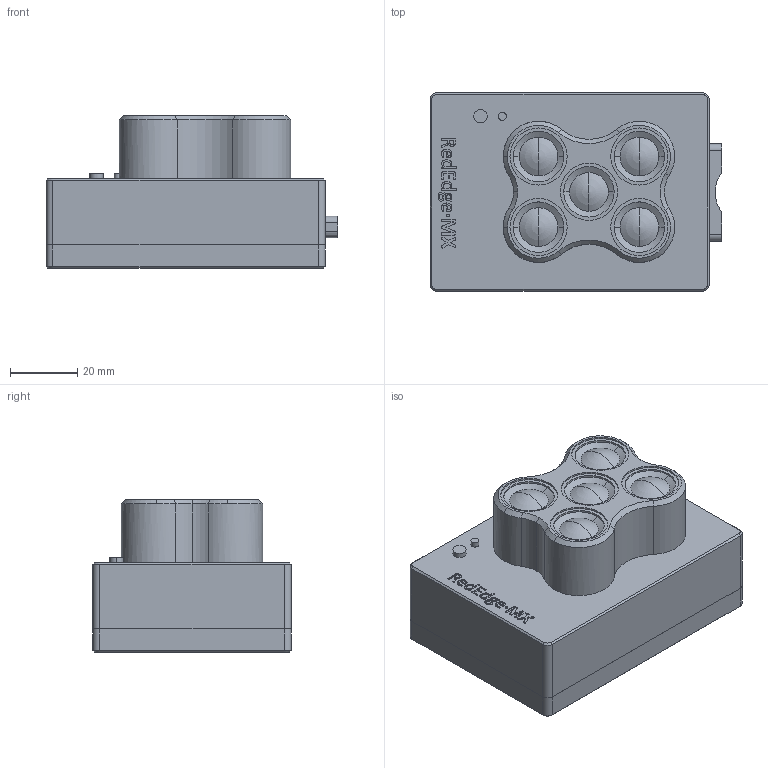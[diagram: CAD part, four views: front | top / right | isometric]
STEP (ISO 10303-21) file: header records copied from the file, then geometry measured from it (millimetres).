
FILE_DESCRIPTION (( 'STEP AP214' ), '1' );
FILE_NAME ('PND_CAM_MSRE.STEP', '2021-04-19T16:53:41', ( '' ), ( '' ), 'SwSTEP 2.0', 'SolidWorks 2017', '' );
FILE_SCHEMA (( 'AUTOMOTIVE_DESIGN' ));
Length unit declared in the file: millimetre
Products named in the file (1): PND_CAM_MSRE
Bounding box: 86.8 x 59 x 45.4 mm (x, y, z)
Volume: 163133.8 mm3; surface area: 21268.9 mm2
Topology: 1 solids, 1 shells, 483 faces, 1267 edges, 816 vertices
Faces by surface type: bspline 207, plane 156, cylinder 65, cone 37, torus 18
Entity records: 28128 total; most frequent: CARTESIAN_POINT 13508, ORIENTED_EDGE 2498, DIRECTION 1582, EDGE_CURVE 1249, VERTEX_POINT 816, VECTOR 642, LINE 642, EDGE_LOOP 531
